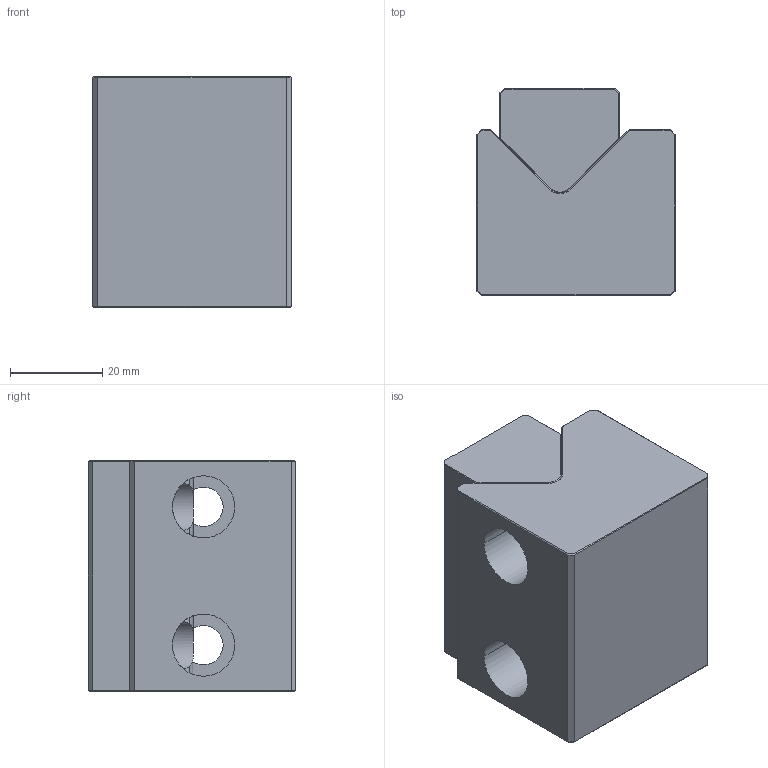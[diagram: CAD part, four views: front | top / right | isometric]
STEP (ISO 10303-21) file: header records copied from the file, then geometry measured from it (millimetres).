
FILE_DESCRIPTION (( 'STEP AP214' ), '1' );
FILE_NAME ('Óïîð (â ñáîðå).STEP', '2025-09-23T11:25:36', ( '' ), ( '' ), 'SwSTEP 2.0', 'SolidWorks 2021', '' );
FILE_SCHEMA (( 'AUTOMOTIVE_DESIGN' ));
Length unit declared in the file: millimetre
Products named in the file (3): AL-PBDS30.DS Îòâåòíàÿ ÷àñòü óïîðà 30; AL-PBDS30.DS Óïîð ïåðåäíèé äëÿ ðàçäâèæíîé äâåðè 30; Óïîð (â ñáîðå)
Assembly tree (2 placements, depth 2):
  Óïîð (â ñáîðå)
    AL-PBDS30.DS Îòâåòíàÿ ÷àñòü óïîðà 30
    AL-PBDS30.DS Óïîð ïåðåäíèé äëÿ ðàçäâèæíîé äâåðè 30
Bounding box: 43 x 45 x 50 mm (x, y, z)
Volume: 75822 mm3; surface area: 19403 mm2
Topology: 2 solids, 2 shells, 86 faces, 212 edges, 128 vertices
Faces by surface type: plane 62, cylinder 20, cone 4
Entity records: 2716 total; most frequent: CARTESIAN_POINT 595, ORIENTED_EDGE 424, DIRECTION 410, EDGE_CURVE 212, LINE 156, VECTOR 156, VERTEX_POINT 128, AXIS2_PLACEMENT_3D 127
